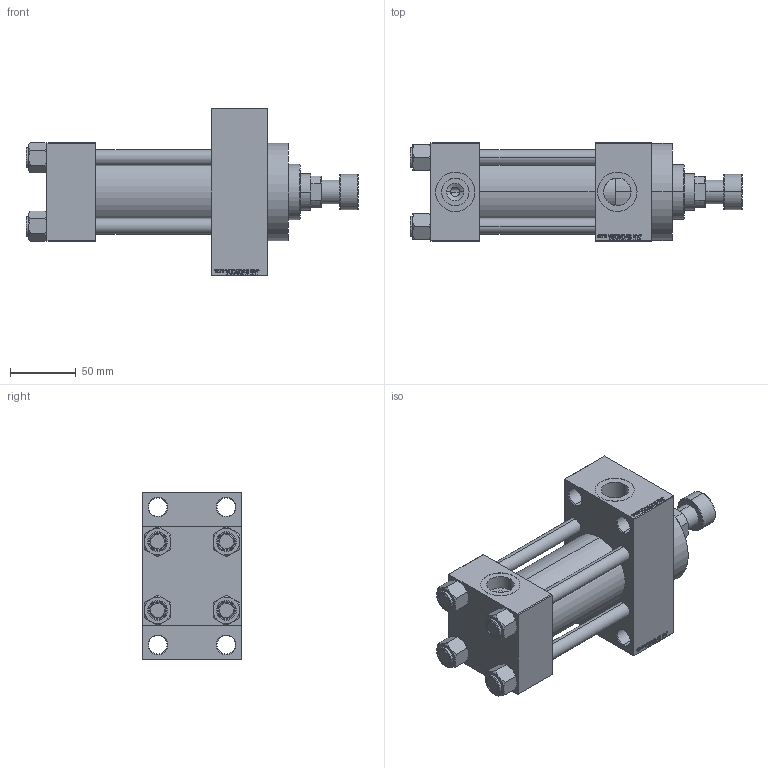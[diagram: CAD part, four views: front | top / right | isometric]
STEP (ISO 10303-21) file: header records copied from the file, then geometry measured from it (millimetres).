
FILE_DESCRIPTION (( 'STEP AP203' ), '1' );
FILE_NAME ('1121.STEP', '2023-11-28T11:13:22', ( '' ), ( '' ), 'SwSTEP 2.0', 'SolidWorks 2019', '' );
FILE_SCHEMA (( 'CONFIG_CONTROL_DESIGN' ));
Length unit declared in the file: millimetre
Products named in the file (7): 1121; V215CD_D_Body 270bccbf4a2bd672e763c9bc0e352169; V215CD_D_TYCINKA 270bccbf4a2bd672e763c9bc0e352169; V215CD_VC_A 270bccbf4a2bd672e763c9bc0e352169; V215CD_VCP_D 270bccbf4a2bd672e763c9bc0e352169; V215CR_ROD_END_F 270bccbf4a2bd672e763c9bc0e352169; V215CD_NUT_M5_D 270bccbf4a2bd672e763c9bc0e352169
Assembly tree (12 placements, depth 2):
  1121
    V215CD_D_Body 270bccbf4a2bd672e763c9bc0e352169
    V215CD_VC_A 270bccbf4a2bd672e763c9bc0e352169
    V215CD_VCP_D 270bccbf4a2bd672e763c9bc0e352169
    V215CD_D_TYCINKA 270bccbf4a2bd672e763c9bc0e352169  x4
    V215CD_NUT_M5_D 270bccbf4a2bd672e763c9bc0e352169  x4
    V215CR_ROD_END_F 270bccbf4a2bd672e763c9bc0e352169
Bounding box: 253 x 75 x 128 mm (x, y, z)
Volume: 864846.4 mm3; surface area: 191017.6 mm2
Topology: 12 solids, 12 shells, 1117 faces, 2777 edges, 1797 vertices
Faces by surface type: plane 501, bspline 368, cone 144, cylinder 92, torus 12
Entity records: 47682 total; most frequent: CARTESIAN_POINT 25137, ORIENTED_EDGE 5046, DIRECTION 3267, EDGE_CURVE 2523, VERTEX_POINT 1653, VECTOR 1509, LINE 1509, EDGE_LOOP 1130
